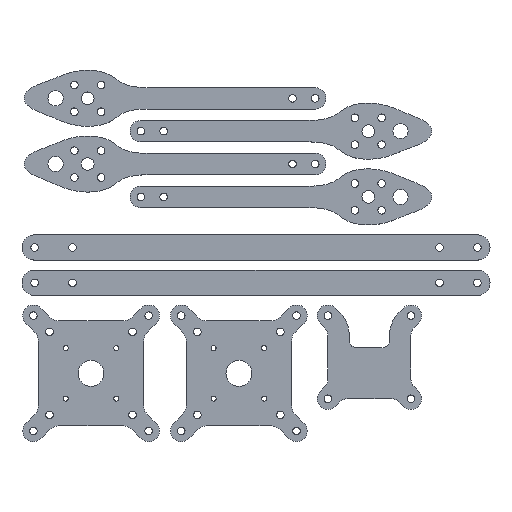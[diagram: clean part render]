
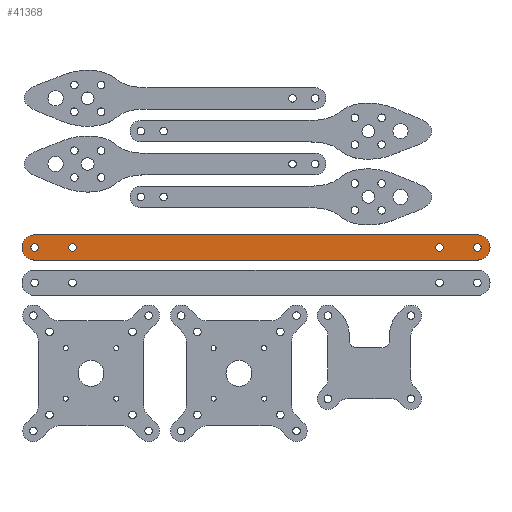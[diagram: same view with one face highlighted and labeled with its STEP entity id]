
A CAD part, top view. The second image highlights one B-rep face of the part: STEP entity #41368.
In plain terms, the highlighted planar face has unit normal (0, 0, 1).
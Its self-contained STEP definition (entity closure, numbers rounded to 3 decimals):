
#41368 = ADVANCED_FACE('',(#41369,#41442,#41465,#41488,#41511),#41384,
  .T.);
#41369 = FACE_BOUND('',#41370,.T.);
#41370 = EDGE_LOOP('',(#41371,#41395,#41411,#41428));
#41371 = ORIENTED_EDGE('',*,*,#41372,.T.);
#41372 = EDGE_CURVE('',#41373,#41375,#41377,.T.);
#41373 = VERTEX_POINT('',#41374);
#41374 = CARTESIAN_POINT('',(6.,-67.,0.));
#41375 = VERTEX_POINT('',#41376);
#41376 = CARTESIAN_POINT('',(6.,-77.,0.));
#41377 = SURFACE_CURVE('',#41378,(#41383),.PCURVE_S1.);
#41378 = CIRCLE('',#41379,5.);
#41379 = AXIS2_PLACEMENT_3D('',#41380,#41381,#41382);
#41380 = CARTESIAN_POINT('',(6.,-72.,0.));
#41381 = DIRECTION('',(0.,0.,1.));
#41382 = DIRECTION('',(1.,0.,0.));
#41383 = PCURVE('',#41384,#41389);
#41384 = PLANE('',#41385);
#41385 = AXIS2_PLACEMENT_3D('',#41386,#41387,#41388);
#41386 = CARTESIAN_POINT('',(93.574,-72.,0.));
#41387 = DIRECTION('',(0.,0.,1.));
#41388 = DIRECTION('',(1.,0.,-0.));
#41389 = DEFINITIONAL_REPRESENTATION('',(#41390),#41394);
#41390 = CIRCLE('',#41391,5.);
#41391 = AXIS2_PLACEMENT_2D('',#41392,#41393);
#41392 = CARTESIAN_POINT('',(-87.574,0.));
#41393 = DIRECTION('',(1.,0.));
#41394 = ( GEOMETRIC_REPRESENTATION_CONTEXT(2) 
PARAMETRIC_REPRESENTATION_CONTEXT() REPRESENTATION_CONTEXT('2D SPACE',''
  ) );
#41395 = ORIENTED_EDGE('',*,*,#41396,.T.);
#41396 = EDGE_CURVE('',#41375,#41397,#41399,.T.);
#41397 = VERTEX_POINT('',#41398);
#41398 = CARTESIAN_POINT('',(181.148,-77.,0.));
#41399 = SURFACE_CURVE('',#41400,(#41404),.PCURVE_S1.);
#41400 = LINE('',#41401,#41402);
#41401 = CARTESIAN_POINT('',(6.,-77.,0.));
#41402 = VECTOR('',#41403,1.);
#41403 = DIRECTION('',(1.,0.,0.));
#41404 = PCURVE('',#41384,#41405);
#41405 = DEFINITIONAL_REPRESENTATION('',(#41406),#41410);
#41406 = LINE('',#41407,#41408);
#41407 = CARTESIAN_POINT('',(-87.574,-5.));
#41408 = VECTOR('',#41409,1.);
#41409 = DIRECTION('',(1.,0.));
#41410 = ( GEOMETRIC_REPRESENTATION_CONTEXT(2) 
PARAMETRIC_REPRESENTATION_CONTEXT() REPRESENTATION_CONTEXT('2D SPACE',''
  ) );
#41411 = ORIENTED_EDGE('',*,*,#41412,.T.);
#41412 = EDGE_CURVE('',#41397,#41413,#41415,.T.);
#41413 = VERTEX_POINT('',#41414);
#41414 = CARTESIAN_POINT('',(181.148,-67.,0.));
#41415 = SURFACE_CURVE('',#41416,(#41421),.PCURVE_S1.);
#41416 = CIRCLE('',#41417,5.);
#41417 = AXIS2_PLACEMENT_3D('',#41418,#41419,#41420);
#41418 = CARTESIAN_POINT('',(181.148,-72.,0.));
#41419 = DIRECTION('',(0.,0.,1.));
#41420 = DIRECTION('',(1.,0.,0.));
#41421 = PCURVE('',#41384,#41422);
#41422 = DEFINITIONAL_REPRESENTATION('',(#41423),#41427);
#41423 = CIRCLE('',#41424,5.);
#41424 = AXIS2_PLACEMENT_2D('',#41425,#41426);
#41425 = CARTESIAN_POINT('',(87.574,0.));
#41426 = DIRECTION('',(1.,0.));
#41427 = ( GEOMETRIC_REPRESENTATION_CONTEXT(2) 
PARAMETRIC_REPRESENTATION_CONTEXT() REPRESENTATION_CONTEXT('2D SPACE',''
  ) );
#41428 = ORIENTED_EDGE('',*,*,#41429,.T.);
#41429 = EDGE_CURVE('',#41413,#41373,#41430,.T.);
#41430 = SURFACE_CURVE('',#41431,(#41435),.PCURVE_S1.);
#41431 = LINE('',#41432,#41433);
#41432 = CARTESIAN_POINT('',(181.148,-67.,0.));
#41433 = VECTOR('',#41434,1.);
#41434 = DIRECTION('',(-1.,0.,0.));
#41435 = PCURVE('',#41384,#41436);
#41436 = DEFINITIONAL_REPRESENTATION('',(#41437),#41441);
#41437 = LINE('',#41438,#41439);
#41438 = CARTESIAN_POINT('',(87.574,5.));
#41439 = VECTOR('',#41440,1.);
#41440 = DIRECTION('',(-1.,0.));
#41441 = ( GEOMETRIC_REPRESENTATION_CONTEXT(2) 
PARAMETRIC_REPRESENTATION_CONTEXT() REPRESENTATION_CONTEXT('2D SPACE',''
  ) );
#41442 = FACE_BOUND('',#41443,.T.);
#41443 = EDGE_LOOP('',(#41444));
#41444 = ORIENTED_EDGE('',*,*,#41445,.T.);
#41445 = EDGE_CURVE('',#41446,#41446,#41448,.T.);
#41446 = VERTEX_POINT('',#41447);
#41447 = CARTESIAN_POINT('',(19.5,-72.,0.));
#41448 = SURFACE_CURVE('',#41449,(#41454),.PCURVE_S1.);
#41449 = CIRCLE('',#41450,1.5);
#41450 = AXIS2_PLACEMENT_3D('',#41451,#41452,#41453);
#41451 = CARTESIAN_POINT('',(21.,-72.,0.));
#41452 = DIRECTION('',(0.,0.,-1.));
#41453 = DIRECTION('',(-1.,0.,0.));
#41454 = PCURVE('',#41384,#41455);
#41455 = DEFINITIONAL_REPRESENTATION('',(#41456),#41464);
#41456 = ( BOUNDED_CURVE() B_SPLINE_CURVE(2,(#41457,#41458,#41459,#41460
    ,#41461,#41462,#41463),.UNSPECIFIED.,.T.,.F.) 
B_SPLINE_CURVE_WITH_KNOTS((1,2,2,2,2,1),(-2.094,0.,
    2.094,4.189,6.283,8.378),
.UNSPECIFIED.) CURVE() GEOMETRIC_REPRESENTATION_ITEM() 
RATIONAL_B_SPLINE_CURVE((1.,0.5,1.,0.5,1.,0.5,1.)) REPRESENTATION_ITEM(
  '') );
#41457 = CARTESIAN_POINT('',(-74.074,0.));
#41458 = CARTESIAN_POINT('',(-74.074,2.598));
#41459 = CARTESIAN_POINT('',(-71.824,1.299));
#41460 = CARTESIAN_POINT('',(-69.574,0.));
#41461 = CARTESIAN_POINT('',(-71.824,-1.299));
#41462 = CARTESIAN_POINT('',(-74.074,-2.598));
#41463 = CARTESIAN_POINT('',(-74.074,0.));
#41464 = ( GEOMETRIC_REPRESENTATION_CONTEXT(2) 
PARAMETRIC_REPRESENTATION_CONTEXT() REPRESENTATION_CONTEXT('2D SPACE',''
  ) );
#41465 = FACE_BOUND('',#41466,.T.);
#41466 = EDGE_LOOP('',(#41467));
#41467 = ORIENTED_EDGE('',*,*,#41468,.T.);
#41468 = EDGE_CURVE('',#41469,#41469,#41471,.T.);
#41469 = VERTEX_POINT('',#41470);
#41470 = CARTESIAN_POINT('',(164.648,-72.,0.));
#41471 = SURFACE_CURVE('',#41472,(#41477),.PCURVE_S1.);
#41472 = CIRCLE('',#41473,1.5);
#41473 = AXIS2_PLACEMENT_3D('',#41474,#41475,#41476);
#41474 = CARTESIAN_POINT('',(166.148,-72.,0.));
#41475 = DIRECTION('',(0.,0.,-1.));
#41476 = DIRECTION('',(-1.,0.,0.));
#41477 = PCURVE('',#41384,#41478);
#41478 = DEFINITIONAL_REPRESENTATION('',(#41479),#41487);
#41479 = ( BOUNDED_CURVE() B_SPLINE_CURVE(2,(#41480,#41481,#41482,#41483
    ,#41484,#41485,#41486),.UNSPECIFIED.,.T.,.F.) 
B_SPLINE_CURVE_WITH_KNOTS((1,2,2,2,2,1),(-2.094,0.,
    2.094,4.189,6.283,8.378),
.UNSPECIFIED.) CURVE() GEOMETRIC_REPRESENTATION_ITEM() 
RATIONAL_B_SPLINE_CURVE((1.,0.5,1.,0.5,1.,0.5,1.)) REPRESENTATION_ITEM(
  '') );
#41480 = CARTESIAN_POINT('',(71.074,0.));
#41481 = CARTESIAN_POINT('',(71.074,2.598));
#41482 = CARTESIAN_POINT('',(73.324,1.299));
#41483 = CARTESIAN_POINT('',(75.574,0.));
#41484 = CARTESIAN_POINT('',(73.324,-1.299));
#41485 = CARTESIAN_POINT('',(71.074,-2.598));
#41486 = CARTESIAN_POINT('',(71.074,0.));
#41487 = ( GEOMETRIC_REPRESENTATION_CONTEXT(2) 
PARAMETRIC_REPRESENTATION_CONTEXT() REPRESENTATION_CONTEXT('2D SPACE',''
  ) );
#41488 = FACE_BOUND('',#41489,.T.);
#41489 = EDGE_LOOP('',(#41490));
#41490 = ORIENTED_EDGE('',*,*,#41491,.T.);
#41491 = EDGE_CURVE('',#41492,#41492,#41494,.T.);
#41492 = VERTEX_POINT('',#41493);
#41493 = CARTESIAN_POINT('',(179.648,-72.,0.));
#41494 = SURFACE_CURVE('',#41495,(#41500),.PCURVE_S1.);
#41495 = CIRCLE('',#41496,1.5);
#41496 = AXIS2_PLACEMENT_3D('',#41497,#41498,#41499);
#41497 = CARTESIAN_POINT('',(181.148,-72.,0.));
#41498 = DIRECTION('',(0.,0.,-1.));
#41499 = DIRECTION('',(-1.,0.,0.));
#41500 = PCURVE('',#41384,#41501);
#41501 = DEFINITIONAL_REPRESENTATION('',(#41502),#41510);
#41502 = ( BOUNDED_CURVE() B_SPLINE_CURVE(2,(#41503,#41504,#41505,#41506
    ,#41507,#41508,#41509),.UNSPECIFIED.,.T.,.F.) 
B_SPLINE_CURVE_WITH_KNOTS((1,2,2,2,2,1),(-2.094,0.,
    2.094,4.189,6.283,8.378),
.UNSPECIFIED.) CURVE() GEOMETRIC_REPRESENTATION_ITEM() 
RATIONAL_B_SPLINE_CURVE((1.,0.5,1.,0.5,1.,0.5,1.)) REPRESENTATION_ITEM(
  '') );
#41503 = CARTESIAN_POINT('',(86.074,0.));
#41504 = CARTESIAN_POINT('',(86.074,2.598));
#41505 = CARTESIAN_POINT('',(88.324,1.299));
#41506 = CARTESIAN_POINT('',(90.574,0.));
#41507 = CARTESIAN_POINT('',(88.324,-1.299));
#41508 = CARTESIAN_POINT('',(86.074,-2.598));
#41509 = CARTESIAN_POINT('',(86.074,0.));
#41510 = ( GEOMETRIC_REPRESENTATION_CONTEXT(2) 
PARAMETRIC_REPRESENTATION_CONTEXT() REPRESENTATION_CONTEXT('2D SPACE',''
  ) );
#41511 = FACE_BOUND('',#41512,.T.);
#41512 = EDGE_LOOP('',(#41513));
#41513 = ORIENTED_EDGE('',*,*,#41514,.T.);
#41514 = EDGE_CURVE('',#41515,#41515,#41517,.T.);
#41515 = VERTEX_POINT('',#41516);
#41516 = CARTESIAN_POINT('',(4.5,-72.,0.));
#41517 = SURFACE_CURVE('',#41518,(#41523),.PCURVE_S1.);
#41518 = CIRCLE('',#41519,1.5);
#41519 = AXIS2_PLACEMENT_3D('',#41520,#41521,#41522);
#41520 = CARTESIAN_POINT('',(6.,-72.,0.));
#41521 = DIRECTION('',(0.,0.,-1.));
#41522 = DIRECTION('',(-1.,0.,0.));
#41523 = PCURVE('',#41384,#41524);
#41524 = DEFINITIONAL_REPRESENTATION('',(#41525),#41533);
#41525 = ( BOUNDED_CURVE() B_SPLINE_CURVE(2,(#41526,#41527,#41528,#41529
    ,#41530,#41531,#41532),.UNSPECIFIED.,.T.,.F.) 
B_SPLINE_CURVE_WITH_KNOTS((1,2,2,2,2,1),(-2.094,0.,
    2.094,4.189,6.283,8.378),
.UNSPECIFIED.) CURVE() GEOMETRIC_REPRESENTATION_ITEM() 
RATIONAL_B_SPLINE_CURVE((1.,0.5,1.,0.5,1.,0.5,1.)) REPRESENTATION_ITEM(
  '') );
#41526 = CARTESIAN_POINT('',(-89.074,0.));
#41527 = CARTESIAN_POINT('',(-89.074,2.598));
#41528 = CARTESIAN_POINT('',(-86.824,1.299));
#41529 = CARTESIAN_POINT('',(-84.574,0.));
#41530 = CARTESIAN_POINT('',(-86.824,-1.299));
#41531 = CARTESIAN_POINT('',(-89.074,-2.598));
#41532 = CARTESIAN_POINT('',(-89.074,0.));
#41533 = ( GEOMETRIC_REPRESENTATION_CONTEXT(2) 
PARAMETRIC_REPRESENTATION_CONTEXT() REPRESENTATION_CONTEXT('2D SPACE',''
  ) );
